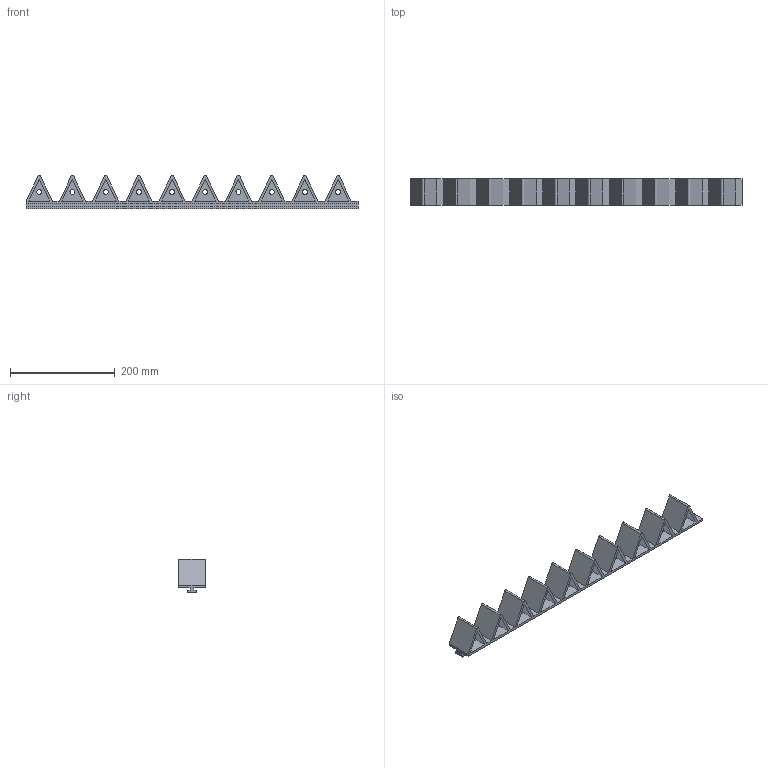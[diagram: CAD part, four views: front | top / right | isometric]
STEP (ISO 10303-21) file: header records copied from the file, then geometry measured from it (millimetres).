
FILE_DESCRIPTION(('CATIA V5 STEP Exchange','CAx-IF Rec.Pracs.--- Model Styling and Organization---1.4--- 2014-01-23'),'2;1');
FILE_NAME('DE242 FMC 2.00 WIDE SEPARATOR DUNNAGE.stp','2020-06-16T12:16:11+00:00',('none'),('none'),'CATIA Version 5-6 Release 2019 SP3','CATIA V5 STEP AP214 Edition 3 v1','none');
FILE_SCHEMA(('AUTOMOTIVE_DESIGN { 1 0 10303 214 3 1 1 1 }'));
Length unit declared in the file: inch
Products named in the file (1): DE242 FMC 2.00 WIDE B STYLE
Bounding box: 635 x 50.8 x 63.81 mm (x, y, z)
Volume: 520629.1 mm3; surface area: 216355.8 mm2
Topology: 1 solids, 1 shells, 153 faces, 393 edges, 262 vertices
Faces by surface type: plane 123, cylinder 30
Entity records: 4220 total; most frequent: ORIENTED_EDGE 786, CARTESIAN_POINT 731, DIRECTION 543, EDGE_CURVE 393, VECTOR 333, LINE 333, VERTEX_POINT 262, EDGE_LOOP 193
